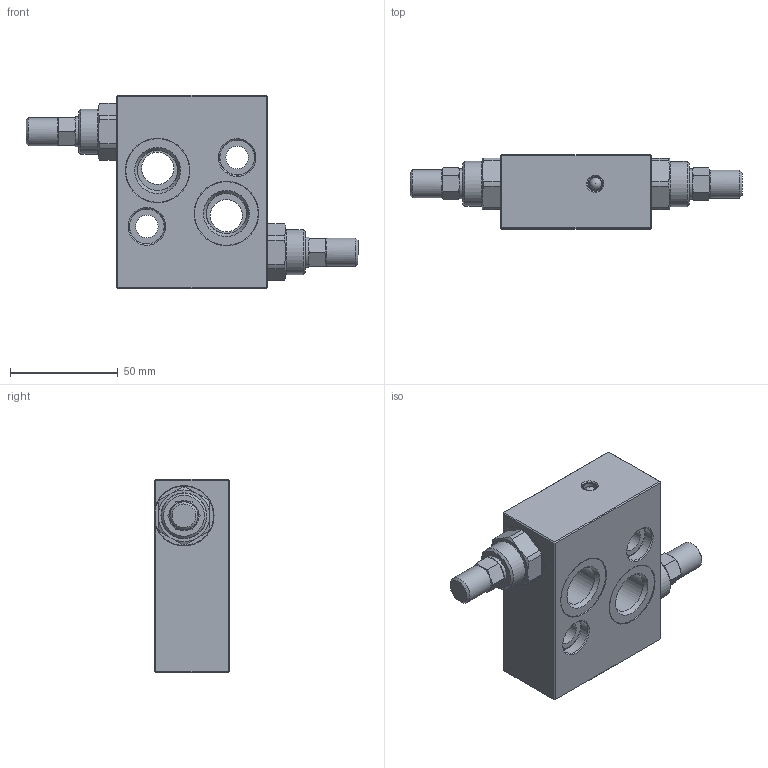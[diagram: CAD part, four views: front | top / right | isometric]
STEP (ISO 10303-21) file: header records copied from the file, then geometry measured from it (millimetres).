
FILE_DESCRIPTION(/* description */ ('Unknown'),/* implementation_level */ '2;1');
FILE_NAME(/* name */ 'V0490',/* time_stamp */ '2020-10-15T13:45:58+02:00',/* author */ ('Unknown'),/* organization */ ('Unknown'),/* preprocessor_version */ 'ST-DEVELOPER v16.7',/* originating_system */ 'DEX',/* authorisation */ $);
FILE_SCHEMA (('AUTOMOTIVE_DESIGN {1 0 10303 214 3 1 1}'));
Length unit declared in the file: millimetre
Products named in the file (1): V0490
Bounding box: 154.4 x 34.5 x 90 mm (x, y, z)
Volume: 213274.5 mm3; surface area: 39220.1 mm2
Topology: 11 solids, 11 shells, 272 faces, 590 edges, 344 vertices
Faces by surface type: plane 96, cone 70, cylinder 46, torus 34, bspline 24, sphere 2
Full cylindrical faces by diameter (mm): 5.833 x2, 7 x6, 8.5 x2, 10.5 x2, 13 x2, 14 x2, 15 x2, 16.5 x2, 19 x2, 20.5 x2, 21 x2, 27 x4, 30 x2
Entity records: 8369 total; most frequent: CARTESIAN_POINT 1695, DIRECTION 1066, ORIENTED_EDGE 916, AXIS2_PLACEMENT_3D 483, EDGE_CURVE 458, EDGE_LOOP 400, FACE_BOUND 400, VERTEX_POINT 324
